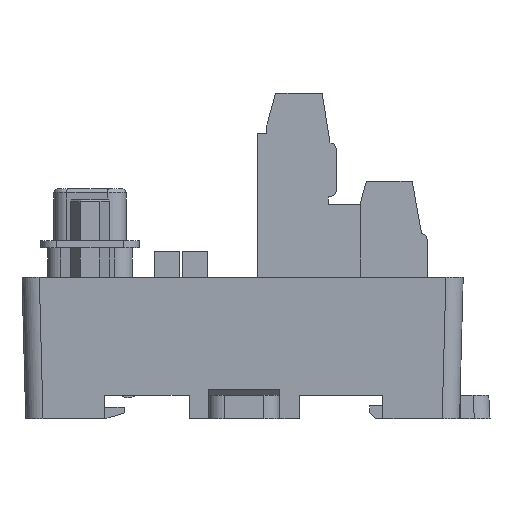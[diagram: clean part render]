
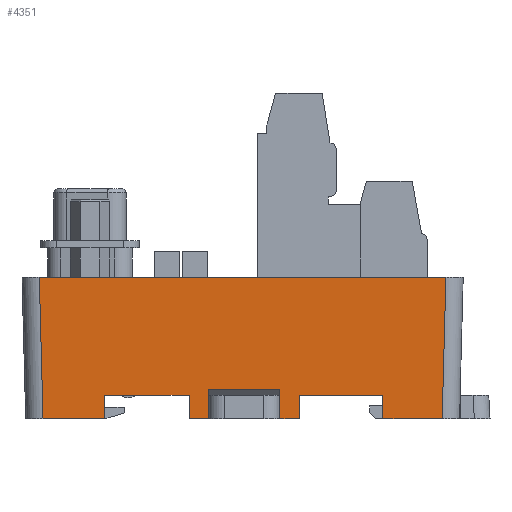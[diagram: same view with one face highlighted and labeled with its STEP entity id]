
A CAD part, left-side view. The second image highlights one B-rep face of the part: STEP entity #4351.
In plain terms, the highlighted planar face has unit normal (-1, 0, -0.026).
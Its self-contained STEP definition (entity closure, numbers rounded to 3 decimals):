
#2689=FACE_OUTER_BOUND('',#8871,.T.);
#4351=ADVANCED_FACE('',(#2689),#6173,.T.);
#6173=PLANE('',#34451);
#8871=EDGE_LOOP('',(#11830,#11831,#11832,#11833,#11834,#11835,#11836,#11837,
#11838,#11839,#11840,#11841,#11842,#11843,#11844,#11845));
#11830=ORIENTED_EDGE('',*,*,#23854,.T.);
#11831=ORIENTED_EDGE('',*,*,#23855,.T.);
#11832=ORIENTED_EDGE('',*,*,#23821,.T.);
#11833=ORIENTED_EDGE('',*,*,#23776,.F.);
#11834=ORIENTED_EDGE('',*,*,#23856,.F.);
#11835=ORIENTED_EDGE('',*,*,#23857,.F.);
#11836=ORIENTED_EDGE('',*,*,#23858,.F.);
#11837=ORIENTED_EDGE('',*,*,#23808,.T.);
#11838=ORIENTED_EDGE('',*,*,#23859,.F.);
#11839=ORIENTED_EDGE('',*,*,#23817,.T.);
#11840=ORIENTED_EDGE('',*,*,#23860,.F.);
#11841=ORIENTED_EDGE('',*,*,#23861,.T.);
#11842=ORIENTED_EDGE('',*,*,#23862,.F.);
#11843=ORIENTED_EDGE('',*,*,#23863,.T.);
#11844=ORIENTED_EDGE('',*,*,#23840,.T.);
#11845=ORIENTED_EDGE('',*,*,#23864,.T.);
#20758=VERTEX_POINT('',#46046);
#20759=VERTEX_POINT('',#46048);
#20790=VERTEX_POINT('',#46113);
#20791=VERTEX_POINT('',#46115);
#20799=VERTEX_POINT('',#46132);
#20800=VERTEX_POINT('',#46134);
#20802=VERTEX_POINT('',#46142);
#20817=VERTEX_POINT('',#46176);
#20818=VERTEX_POINT('',#46178);
#20828=VERTEX_POINT('',#46204);
#20829=VERTEX_POINT('',#46205);
#20830=VERTEX_POINT('',#46208);
#20831=VERTEX_POINT('',#46210);
#20832=VERTEX_POINT('',#46214);
#20833=VERTEX_POINT('',#46216);
#20834=VERTEX_POINT('',#46218);
#23776=EDGE_CURVE('',#20758,#20759,#28249,.T.);
#23808=EDGE_CURVE('',#20791,#20790,#28281,.T.);
#23817=EDGE_CURVE('',#20800,#20799,#28290,.T.);
#23821=EDGE_CURVE('',#20802,#20759,#28294,.T.);
#23840=EDGE_CURVE('',#20818,#20817,#28310,.T.);
#23854=EDGE_CURVE('',#20828,#20829,#28324,.T.);
#23855=EDGE_CURVE('',#20829,#20802,#28325,.T.);
#23856=EDGE_CURVE('',#20830,#20758,#28326,.T.);
#23857=EDGE_CURVE('',#20831,#20830,#28327,.T.);
#23858=EDGE_CURVE('',#20791,#20831,#28328,.T.);
#23859=EDGE_CURVE('',#20800,#20790,#28329,.T.);
#23860=EDGE_CURVE('',#20832,#20799,#28330,.T.);
#23861=EDGE_CURVE('',#20832,#20833,#28331,.T.);
#23862=EDGE_CURVE('',#20834,#20833,#28332,.T.);
#23863=EDGE_CURVE('',#20834,#20818,#28333,.T.);
#23864=EDGE_CURVE('',#20817,#20828,#28334,.T.);
#28249=LINE('',#46047,#31458);
#28281=LINE('',#46114,#31490);
#28290=LINE('',#46133,#31499);
#28294=LINE('',#46141,#31503);
#28310=LINE('',#46177,#31519);
#28324=LINE('',#46203,#31533);
#28325=LINE('',#46206,#31534);
#28326=LINE('',#46207,#31535);
#28327=LINE('',#46209,#31536);
#28328=LINE('',#46211,#31537);
#28329=LINE('',#46212,#31538);
#28330=LINE('',#46213,#31539);
#28331=LINE('',#46215,#31540);
#28332=LINE('',#46217,#31541);
#28333=LINE('',#46219,#31542);
#28334=LINE('',#46220,#31543);
#31458=VECTOR('',#37258,1.);
#31490=VECTOR('',#37296,1.);
#31499=VECTOR('',#37307,1.);
#31503=VECTOR('',#37315,1.);
#31519=VECTOR('',#37339,1.);
#31533=VECTOR('',#37357,1.);
#31534=VECTOR('',#37358,1.);
#31535=VECTOR('',#37359,1.);
#31536=VECTOR('',#37360,1.);
#31537=VECTOR('',#37361,1.);
#31538=VECTOR('',#37362,1.);
#31539=VECTOR('',#37363,1.);
#31540=VECTOR('',#37364,1.);
#31541=VECTOR('',#37365,1.);
#31542=VECTOR('',#37366,1.);
#31543=VECTOR('',#37367,1.);
#34451=AXIS2_PLACEMENT_3D('',#46221,#37368,#37369);
#37258=DIRECTION('',(0.026,0.,-1.));
#37296=DIRECTION('',(-0.026,0.,1.));
#37307=DIRECTION('',(0.026,0.,-1.));
#37315=DIRECTION('',(0.,-1.,0.));
#37339=DIRECTION('',(0.,-1.,0.));
#37357=DIRECTION('',(0.,1.,0.));
#37358=DIRECTION('',(0.026,-0.026,-0.999));
#37359=DIRECTION('',(0.,1.,0.));
#37360=DIRECTION('',(-0.026,0.,1.));
#37361=DIRECTION('',(0.,1.,0.));
#37362=DIRECTION('',(0.,1.,0.));
#37363=DIRECTION('',(0.,1.,0.));
#37364=DIRECTION('',(-0.026,0.,1.));
#37365=DIRECTION('',(0.,1.,0.));
#37366=DIRECTION('',(0.026,0.,-1.));
#37367=DIRECTION('',(-0.026,-0.026,0.999));
#37368=DIRECTION('',(-1.,0.,-0.026));
#37369=DIRECTION('',(0.026,0.,-1.));
#46046=CARTESIAN_POINT('',(-46.007,45.6,-15.));
#46047=CARTESIAN_POINT('',(-45.994,45.6,-15.49));
#46048=CARTESIAN_POINT('',(-45.929,45.6,-18.));
#46113=CARTESIAN_POINT('',(-46.026,32.4,-14.274));
#46114=CARTESIAN_POINT('',(-46.4,32.4,-0.003));
#46115=CARTESIAN_POINT('',(-45.929,32.4,-18.));
#46132=CARTESIAN_POINT('',(-45.929,23.3,-18.));
#46133=CARTESIAN_POINT('',(-46.4,23.3,-0.003));
#46134=CARTESIAN_POINT('',(-46.026,23.3,-14.274));
#46141=CARTESIAN_POINT('',(-45.929,28.35,-18.));
#46142=CARTESIAN_POINT('',(-45.929,53.429,-18.));
#46176=CARTESIAN_POINT('',(-45.929,2.671,-18.));
#46177=CARTESIAN_POINT('',(-45.929,27.85,-18.));
#46178=CARTESIAN_POINT('',(-45.929,10.2,-18.));
#46203=CARTESIAN_POINT('',(-46.4,28.35,0.));
#46204=CARTESIAN_POINT('',(-46.4,2.199,0.));
#46205=CARTESIAN_POINT('',(-46.4,53.901,0.));
#46206=CARTESIAN_POINT('',(-46.383,53.884,-0.66));
#46207=CARTESIAN_POINT('',(-46.007,27.85,-15.));
#46208=CARTESIAN_POINT('',(-46.007,34.85,-15.));
#46209=CARTESIAN_POINT('',(-46.4,34.85,-0.003));
#46210=CARTESIAN_POINT('',(-45.929,34.85,-18.));
#46211=CARTESIAN_POINT('',(-45.929,27.85,-18.));
#46212=CARTESIAN_POINT('',(-46.026,237.295,-14.274));
#46213=CARTESIAN_POINT('',(-45.929,27.85,-18.));
#46214=CARTESIAN_POINT('',(-45.929,20.85,-18.));
#46215=CARTESIAN_POINT('',(-45.917,20.85,-18.461));
#46216=CARTESIAN_POINT('',(-46.007,20.85,-15.));
#46217=CARTESIAN_POINT('',(-46.007,27.85,-15.));
#46218=CARTESIAN_POINT('',(-46.007,10.2,-15.));
#46219=CARTESIAN_POINT('',(-46.4,10.2,-0.003));
#46220=CARTESIAN_POINT('',(-46.383,2.217,-0.66));
#46221=CARTESIAN_POINT('',(-46.4,28.35,-0.003));
